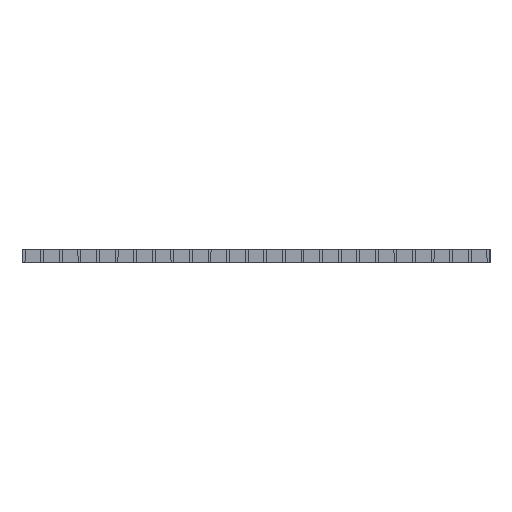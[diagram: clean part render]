
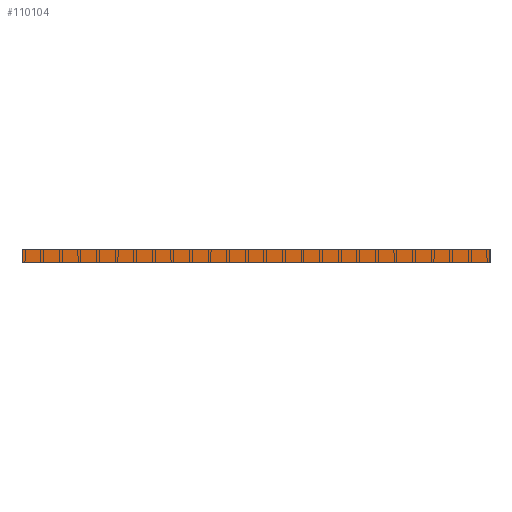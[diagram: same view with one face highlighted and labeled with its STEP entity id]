
A CAD part, left-side view. The second image highlights one B-rep face of the part: STEP entity #110104.
In plain terms, the highlighted planar face has unit normal (-1, 0, 0).
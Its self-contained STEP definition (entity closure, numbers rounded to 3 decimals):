
#7518=FACE_OUTER_BOUND('',#12524,.T.);
#12524=EDGE_LOOP('',(#90080,#90081,#90082,#90083));
#30034=LINE('',#170163,#45046);
#30035=LINE('',#170166,#45047);
#30036=LINE('',#170168,#45048);
#30037=LINE('',#170169,#45049);
#45046=VECTOR('',#140134,10.);
#45047=VECTOR('',#140137,10.);
#45048=VECTOR('',#140138,10.);
#45049=VECTOR('',#140139,10.);
#55056=VERTEX_POINT('',#170159);
#55057=VERTEX_POINT('',#170161);
#55058=VERTEX_POINT('',#170165);
#55059=VERTEX_POINT('',#170167);
#70066=EDGE_CURVE('',#55056,#55057,#30034,.T.);
#70067=EDGE_CURVE('',#55056,#55058,#30035,.T.);
#70068=EDGE_CURVE('',#55059,#55057,#30036,.T.);
#70069=EDGE_CURVE('',#55058,#55059,#30037,.T.);
#90080=ORIENTED_EDGE('',*,*,#70067,.F.);
#90081=ORIENTED_EDGE('',*,*,#70066,.T.);
#90082=ORIENTED_EDGE('',*,*,#70068,.F.);
#90083=ORIENTED_EDGE('',*,*,#70069,.F.);
#105098=PLANE('',#115118);
#110104=ADVANCED_FACE('',(#7518),#105098,.T.);
#115118=AXIS2_PLACEMENT_3D('',#170164,#140135,#140136);
#140134=DIRECTION('',(0.,0.,-1.));
#140135=DIRECTION('center_axis',(-1.,0.,0.));
#140136=DIRECTION('ref_axis',(0.,1.,0.));
#140137=DIRECTION('',(0.,-1.,0.));
#140138=DIRECTION('',(0.,1.,0.));
#140139=DIRECTION('',(0.,0.,-1.));
#170159=CARTESIAN_POINT('',(-1003.5,503.5,0.));
#170161=CARTESIAN_POINT('',(-1003.5,503.5,-30.));
#170163=CARTESIAN_POINT('',(-1003.5,503.5,0.));
#170164=CARTESIAN_POINT('Origin',(-1003.5,-503.5,0.));
#170165=CARTESIAN_POINT('',(-1003.5,-503.5,0.));
#170166=CARTESIAN_POINT('',(-1003.5,503.5,0.));
#170167=CARTESIAN_POINT('',(-1003.5,-503.5,-30.));
#170168=CARTESIAN_POINT('',(-1003.5,503.5,-30.));
#170169=CARTESIAN_POINT('',(-1003.5,-503.5,0.));
